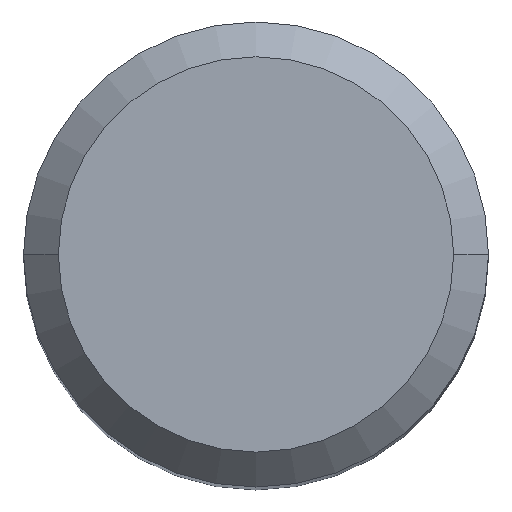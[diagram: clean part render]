
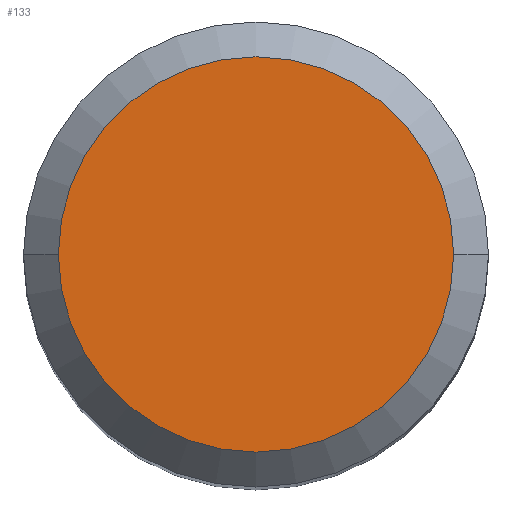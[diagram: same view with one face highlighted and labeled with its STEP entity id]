
A CAD part, top view. The second image highlights one B-rep face of the part: STEP entity #133.
In plain terms, the highlighted planar face has unit normal (0, 0, 1).
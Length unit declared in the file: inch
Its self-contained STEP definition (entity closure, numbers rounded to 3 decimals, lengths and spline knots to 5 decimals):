
#2 = DIRECTION ( 'NONE',  ( 0., 0., 1. ) ) ;
#10 = VERTEX_POINT ( 'NONE', #147 ) ;
#28 = DIRECTION ( 'NONE',  ( 0., 0., -1. ) ) ;
#39 = DIRECTION ( 'NONE',  ( 0., 0., 1. ) ) ;
#42 = DIRECTION ( 'NONE',  ( 1., 0., 0. ) ) ;
#72 = DIRECTION ( 'NONE',  ( 1., 0., 0. ) ) ;
#101 = VERTEX_POINT ( 'NONE', #188 ) ;
#133 = ADVANCED_FACE ( 'NONE', ( #296 ), #404, .F. ) ;
#147 = CARTESIAN_POINT ( 'NONE',  ( 0.20077, 0., 0. ) ) ;
#173 = AXIS2_PLACEMENT_3D ( 'NONE', #419, #2, #72 ) ;
#188 = CARTESIAN_POINT ( 'NONE',  ( -0.20077, 0., 0. ) ) ;
#222 = CIRCLE ( 'NONE', #301, 0.20077 ) ;
#269 = AXIS2_PLACEMENT_3D ( 'NONE', #305, #28, #341 ) ;
#286 = EDGE_LOOP ( 'NONE', ( #323, #306 ) ) ;
#296 = FACE_OUTER_BOUND ( 'NONE', #286, .T. ) ;
#301 = AXIS2_PLACEMENT_3D ( 'NONE', #452, #39, #42 ) ;
#305 = CARTESIAN_POINT ( 'NONE',  ( 0., 0., 0. ) ) ;
#306 = ORIENTED_EDGE ( 'NONE', *, *, #491, .T. ) ;
#323 = ORIENTED_EDGE ( 'NONE', *, *, #489, .T. ) ;
#330 = CIRCLE ( 'NONE', #173, 0.20077 ) ;
#341 = DIRECTION ( 'NONE',  ( -1., 0., 0. ) ) ;
#404 = PLANE ( 'NONE',  #269 ) ;
#419 = CARTESIAN_POINT ( 'NONE',  ( 0., 0., 0. ) ) ;
#452 = CARTESIAN_POINT ( 'NONE',  ( 0., 0., 0. ) ) ;
#489 = EDGE_CURVE ( 'NONE', #101, #10, #222, .T. ) ;
#491 = EDGE_CURVE ( 'NONE', #10, #101, #330, .T. ) ;
